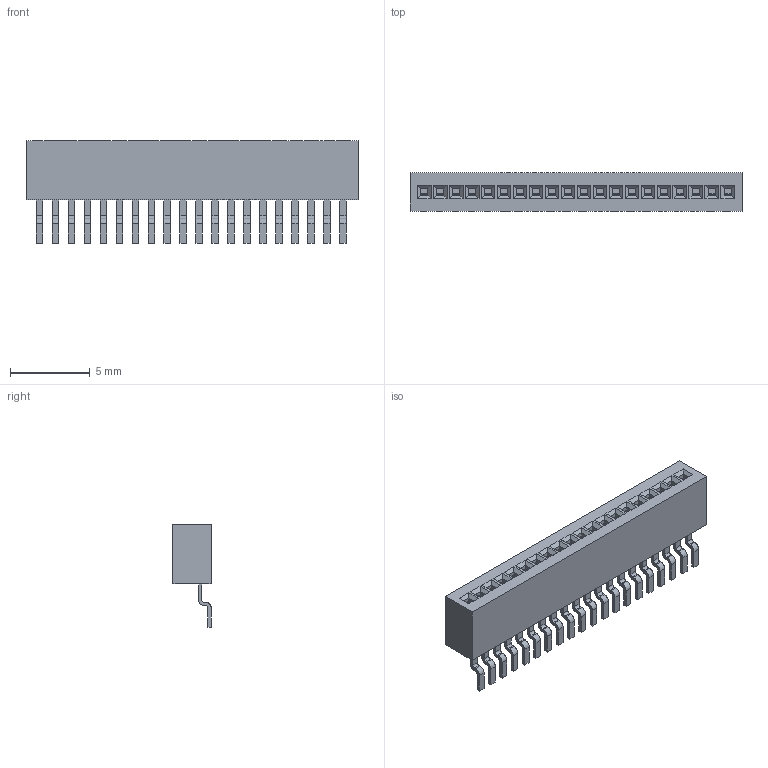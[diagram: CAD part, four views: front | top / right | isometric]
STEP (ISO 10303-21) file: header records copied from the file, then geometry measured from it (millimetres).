
FILE_DESCRIPTION( ('This file contains a STEP AP42 implementation' ,'as created by ZW3D STEP Interface translator.') ,'2;1' );
FILE_NAME( '2537-1XXZXXXUNX1.stp' ,'23 411.165315', (''), ('ZWCAD Software Co.'), 'Version 1.0', 'ZW3D to STEP translator', '' );
FILE_SCHEMA(('AUTOMOTIVE_DESIGN { 1 0 10303 214 1 1 1 1 }'));
Length unit declared in the file: millimetre
Products named in the file (1): 0
Bounding box: 20.8 x 2.4 x 6.4 mm (x, y, z)
Volume: 146.5 mm3; surface area: 706.4 mm2
Topology: 1 solids, 1 shells, 1446 faces, 4100 edges, 2721 vertices
Faces by surface type: plane 966, cylinder 480
Entity records: 59747 total; most frequent: CARTESIAN_POINT 27430, ORIENTED_EDGE 8192, EDGE_CURVE 4096, DIRECTION 3680, B_SPLINE_CURVE_WITH_KNOTS 3414, VERTEX_POINT 2712, AXIS2_PLACEMENT_3D 1547, EDGE_LOOP 1506
